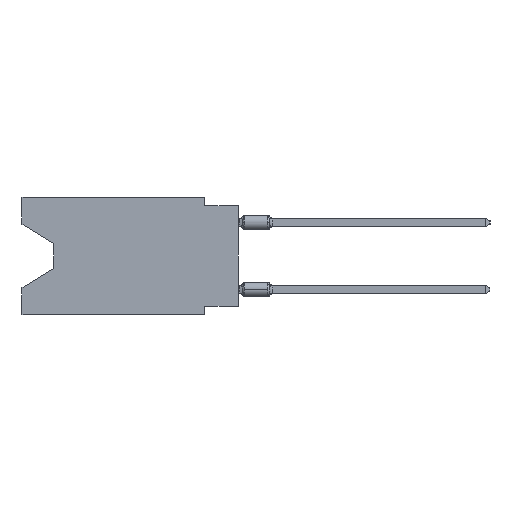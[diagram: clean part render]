
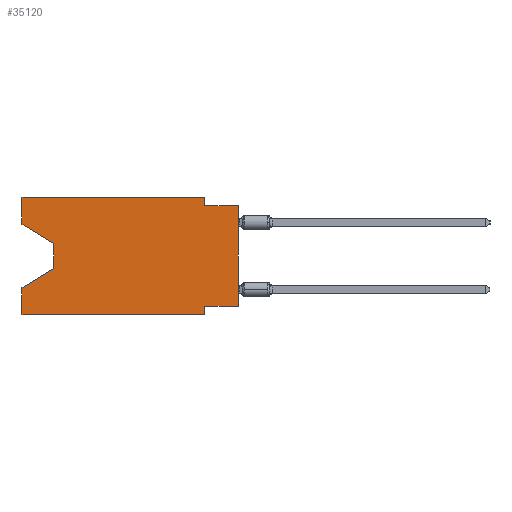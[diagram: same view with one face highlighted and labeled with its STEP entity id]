
A CAD part, left-side view. The second image highlights one B-rep face of the part: STEP entity #35120.
In plain terms, the highlighted planar face has unit normal (-1, 0, 0).
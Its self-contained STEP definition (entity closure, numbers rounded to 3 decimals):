
#518 = VECTOR ( 'NONE', #5040, 1000. ) ;
#689 = VERTEX_POINT ( 'NONE', #6961 ) ;
#1215 = VERTEX_POINT ( 'NONE', #7839 ) ;
#1218 = EDGE_CURVE ( 'NONE', #33020, #13079, #35072, .T. ) ;
#1602 = CARTESIAN_POINT ( 'NONE',  ( 0., 13.97, -3.505 ) ) ;
#1803 = EDGE_CURVE ( 'NONE', #1215, #23187, #26051, .T. ) ;
#1928 = CARTESIAN_POINT ( 'NONE',  ( 0., 13.97, -3.505 ) ) ;
#3470 = CARTESIAN_POINT ( 'NONE',  ( 0., 16.383, -6.852 ) ) ;
#3577 = VECTOR ( 'NONE', #19071, 1000. ) ;
#4292 = PLANE ( 'NONE',  #29247 ) ;
#4524 = DIRECTION ( 'NONE',  ( 0., -1., 0. ) ) ;
#5040 = DIRECTION ( 'NONE',  ( 0., 0., 1. ) ) ;
#5671 = VERTEX_POINT ( 'NONE', #3470 ) ;
#6108 = VERTEX_POINT ( 'NONE', #20078 ) ;
#6281 = ORIENTED_EDGE ( 'NONE', *, *, #11832, .T. ) ;
#6961 = CARTESIAN_POINT ( 'NONE',  ( 0., 2.54, 0. ) ) ;
#7370 = ORIENTED_EDGE ( 'NONE', *, *, #1803, .F. ) ;
#7611 = VERTEX_POINT ( 'NONE', #26528 ) ;
#7693 = EDGE_CURVE ( 'NONE', #6108, #7611, #10853, .T. ) ;
#7810 = ORIENTED_EDGE ( 'NONE', *, *, #8556, .F. ) ;
#7839 = CARTESIAN_POINT ( 'NONE',  ( 0., 2.54, -0.635 ) ) ;
#7888 = EDGE_LOOP ( 'NONE', ( #27121, #32337, #29340, #24470, #6281, #7810, #33767, #15730, #7370, #8853, #27995, #29155 ) ) ;
#8005 = EDGE_CURVE ( 'NONE', #33020, #23187, #8087, .T. ) ;
#8087 = LINE ( 'NONE', #18946, #35154 ) ;
#8137 = EDGE_CURVE ( 'NONE', #15285, #5671, #12670, .T. ) ;
#8180 = CARTESIAN_POINT ( 'NONE',  ( 0., 16.383, 0. ) ) ;
#8556 = EDGE_CURVE ( 'NONE', #13079, #15706, #12657, .T. ) ;
#8701 = LINE ( 'NONE', #19028, #30280 ) ;
#8724 = VECTOR ( 'NONE', #4524, 1000. ) ;
#8853 = ORIENTED_EDGE ( 'NONE', *, *, #20679, .F. ) ;
#9705 = LINE ( 'NONE', #23236, #33917 ) ;
#10315 = DIRECTION ( 'NONE',  ( 0., 0., -1. ) ) ;
#10685 = CARTESIAN_POINT ( 'NONE',  ( 0., 0., -8.255 ) ) ;
#10853 = LINE ( 'NONE', #8180, #31746 ) ;
#11832 = EDGE_CURVE ( 'NONE', #15285, #15706, #32784, .T. ) ;
#12657 = LINE ( 'NONE', #33863, #17313 ) ;
#12670 = LINE ( 'NONE', #31731, #518 ) ;
#12717 = EDGE_CURVE ( 'NONE', #22331, #5671, #17749, .T. ) ;
#13079 = VERTEX_POINT ( 'NONE', #22811 ) ;
#13818 = CARTESIAN_POINT ( 'NONE',  ( 0., 16.383, -8.89 ) ) ;
#13983 = VECTOR ( 'NONE', #34157, 1000. ) ;
#14627 = FACE_OUTER_BOUND ( 'NONE', #7888, .T. ) ;
#14649 = CARTESIAN_POINT ( 'NONE',  ( 0., 16.383, 0. ) ) ;
#15285 = VERTEX_POINT ( 'NONE', #13818 ) ;
#15706 = VERTEX_POINT ( 'NONE', #16457 ) ;
#15730 = ORIENTED_EDGE ( 'NONE', *, *, #8005, .T. ) ;
#16256 = LINE ( 'NONE', #14649, #23571 ) ;
#16457 = CARTESIAN_POINT ( 'NONE',  ( 0., 2.54, -8.89 ) ) ;
#16656 = VECTOR ( 'NONE', #27571, 1000. ) ;
#16846 = EDGE_CURVE ( 'NONE', #7611, #689, #16256, .T. ) ;
#17313 = VECTOR ( 'NONE', #25494, 1000. ) ;
#17749 = LINE ( 'NONE', #17921, #29702 ) ;
#17921 = CARTESIAN_POINT ( 'NONE',  ( 0., 13.97, -5.385 ) ) ;
#18946 = CARTESIAN_POINT ( 'NONE',  ( 0., 0., 0. ) ) ;
#19028 = CARTESIAN_POINT ( 'NONE',  ( 0., 2.54, 0. ) ) ;
#19038 = DIRECTION ( 'NONE',  ( 0., 0., 1. ) ) ;
#19071 = DIRECTION ( 'NONE',  ( 0., -1., 0. ) ) ;
#19179 = VERTEX_POINT ( 'NONE', #1928 ) ;
#20078 = CARTESIAN_POINT ( 'NONE',  ( 0., 16.383, -2.038 ) ) ;
#20679 = EDGE_CURVE ( 'NONE', #689, #1215, #8701, .T. ) ;
#21866 = DIRECTION ( 'NONE',  ( 0., 0., -1. ) ) ;
#22071 = EDGE_CURVE ( 'NONE', #19179, #22331, #26135, .T. ) ;
#22331 = VERTEX_POINT ( 'NONE', #29848 ) ;
#22811 = CARTESIAN_POINT ( 'NONE',  ( 0., 2.54, -8.255 ) ) ;
#23187 = VERTEX_POINT ( 'NONE', #30284 ) ;
#23236 = CARTESIAN_POINT ( 'NONE',  ( 0., 16.383, -2.038 ) ) ;
#23493 = CARTESIAN_POINT ( 'NONE',  ( 0., 16.383, 0. ) ) ;
#23571 = VECTOR ( 'NONE', #28505, 1000. ) ;
#23927 = DIRECTION ( 'NONE',  ( 0., -0.855, -0.519 ) ) ;
#23946 = DIRECTION ( 'NONE',  ( 0., 0., 1. ) ) ;
#24024 = DIRECTION ( 'NONE',  ( 1., 0., 0. ) ) ;
#24470 = ORIENTED_EDGE ( 'NONE', *, *, #8137, .F. ) ;
#24474 = EDGE_CURVE ( 'NONE', #6108, #19179, #9705, .T. ) ;
#25494 = DIRECTION ( 'NONE',  ( 0., 0., -1. ) ) ;
#26051 = LINE ( 'NONE', #34232, #8724 ) ;
#26135 = LINE ( 'NONE', #1602, #13983 ) ;
#26528 = CARTESIAN_POINT ( 'NONE',  ( 0., 16.383, 0. ) ) ;
#26899 = CARTESIAN_POINT ( 'NONE',  ( 0., 16.383, -8.89 ) ) ;
#27121 = ORIENTED_EDGE ( 'NONE', *, *, #24474, .T. ) ;
#27571 = DIRECTION ( 'NONE',  ( 0., 1., 0. ) ) ;
#27995 = ORIENTED_EDGE ( 'NONE', *, *, #16846, .F. ) ;
#28505 = DIRECTION ( 'NONE',  ( 0., -1., 0. ) ) ;
#28778 = DIRECTION ( 'NONE',  ( 0., 0.855, -0.519 ) ) ;
#29155 = ORIENTED_EDGE ( 'NONE', *, *, #7693, .F. ) ;
#29247 = AXIS2_PLACEMENT_3D ( 'NONE', #23493, #24024, #10315 ) ;
#29340 = ORIENTED_EDGE ( 'NONE', *, *, #12717, .T. ) ;
#29702 = VECTOR ( 'NONE', #28778, 1000. ) ;
#29848 = CARTESIAN_POINT ( 'NONE',  ( 0., 13.97, -5.385 ) ) ;
#30280 = VECTOR ( 'NONE', #21866, 1000. ) ;
#30284 = CARTESIAN_POINT ( 'NONE',  ( 0., 0., -0.635 ) ) ;
#31731 = CARTESIAN_POINT ( 'NONE',  ( 0., 16.383, 0. ) ) ;
#31746 = VECTOR ( 'NONE', #19038, 1000. ) ;
#32337 = ORIENTED_EDGE ( 'NONE', *, *, #22071, .T. ) ;
#32784 = LINE ( 'NONE', #26899, #3577 ) ;
#33020 = VERTEX_POINT ( 'NONE', #34103 ) ;
#33767 = ORIENTED_EDGE ( 'NONE', *, *, #1218, .F. ) ;
#33863 = CARTESIAN_POINT ( 'NONE',  ( 0., 2.54, -8.89 ) ) ;
#33917 = VECTOR ( 'NONE', #23927, 1000. ) ;
#34103 = CARTESIAN_POINT ( 'NONE',  ( 0., 0., -8.255 ) ) ;
#34157 = DIRECTION ( 'NONE',  ( 0., 0., -1. ) ) ;
#34232 = CARTESIAN_POINT ( 'NONE',  ( 0., 0., -0.635 ) ) ;
#35072 = LINE ( 'NONE', #10685, #16656 ) ;
#35120 = ADVANCED_FACE ( 'NONE', ( #14627 ), #4292, .F. ) ;
#35154 = VECTOR ( 'NONE', #23946, 1000. ) ;
